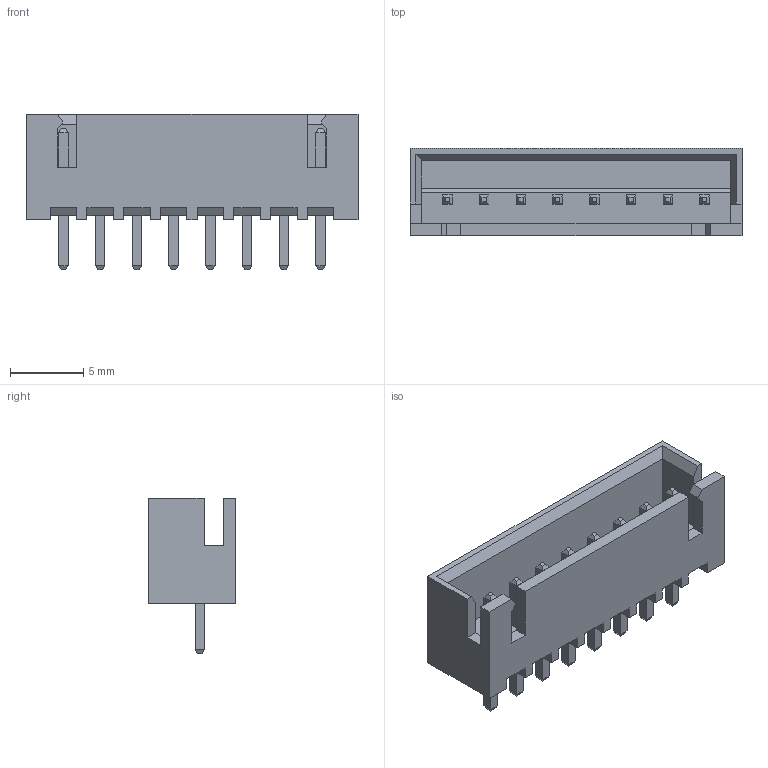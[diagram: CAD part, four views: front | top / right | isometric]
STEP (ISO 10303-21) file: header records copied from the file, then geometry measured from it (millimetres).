
FILE_DESCRIPTION(('STEP AP214'), '1');
FILE_NAME('DS1069-2MVW6X', '2018-05-09T00:07:14', ('Nobody'), (''), 'ASCON STEP Converter 1.3', 'ASCON Math Kernel', '');
FILE_SCHEMA(('AUTOMOTIVE_DESIGN { 1 0 10303 214 3 1 1}'));
Length unit declared in the file: millimetre
Assembly tree (9 placements, depth 2):
  (unnamed)
    (unnamed)
    (unnamed)  x8
Bounding box: 22.6 x 5.95 x 10.6 mm (x, y, z)
Volume: 484.2 mm3; surface area: 1140.8 mm2
Topology: 9 solids, 9 shells, 195 faces, 465 edges, 288 vertices
Faces by surface type: plane 195
Entity records: 4126 total; most frequent: CARTESIAN_POINT 552, ORIENTED_EDGE 538, DIRECTION 483, EDGE_CURVE 269, LINE 269, VECTOR 269, VERTEX_POINT 176, AXIS2_PLACEMENT_3D 107
